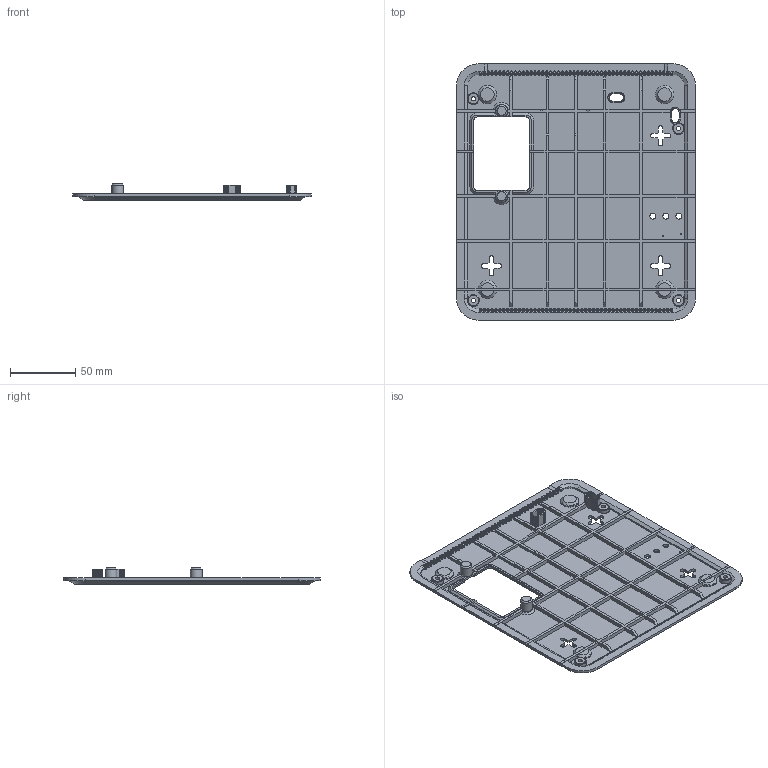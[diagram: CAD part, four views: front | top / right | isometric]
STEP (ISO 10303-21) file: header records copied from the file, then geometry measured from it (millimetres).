
FILE_DESCRIPTION(/* description */ (''),/* implementation_level */ '2;1');
FILE_NAME(/* name */ 'XM and XM-PRO v1.2D - PLASTIC - BOTTOM ENCLOSURE support (SLS_Resin, 90 screws, reinforced).step',/* time_stamp */ '2023-06-08T22:44:53+02:00',/* author */ (''),/* organization */ (''),/* preprocessor_version */ 'ST-DEVELOPER v19.2',/* originating_system */ 'Autodesk Translation Framework v12.6.0.85',/* authorisation */ '');
FILE_SCHEMA (('AUTOMOTIVE_DESIGN { 1 0 10303 214 3 1 1 }'));
Length unit declared in the file: millimetre
Products named in the file (2): XM-PRO Lite v1.2D - COMBO2; XM v1.2 - PLASTIC - BOTTOM ENCLOSURE support (SLS_Resin, reinforced) 
v2
Assembly tree (1 placements, depth 2):
  XM-PRO Lite v1.2D - COMBO2
    XM v1.2 - PLASTIC - BOTTOM ENCLOSURE support (SLS_Resin, reinforced) 
v2
Bounding box: 183.33 x 196.83 x 12.5 mm (x, y, z)
Volume: 77628.1 mm3; surface area: 84475.1 mm2
Topology: 1 solids, 1 shells, 1175 faces, 4045 edges, 2698 vertices
Faces by surface type: plane 763, cylinder 385, cone 27
Full cylindrical faces by diameter (mm): 1.5 x298, 3.2 x4, 4 x2, 4.5 x3, 6.5 x4, 9 x5, 12 x4, 14 x1
Entity records: 45615 total; most frequent: ORIENTED_EDGE 8090, CARTESIAN_POINT 8081, DIRECTION 7801, EDGE_CURVE 4045, VERTEX_POINT 2698, AXIS2_PLACEMENT_3D 2610, LINE 2581, VECTOR 2581
